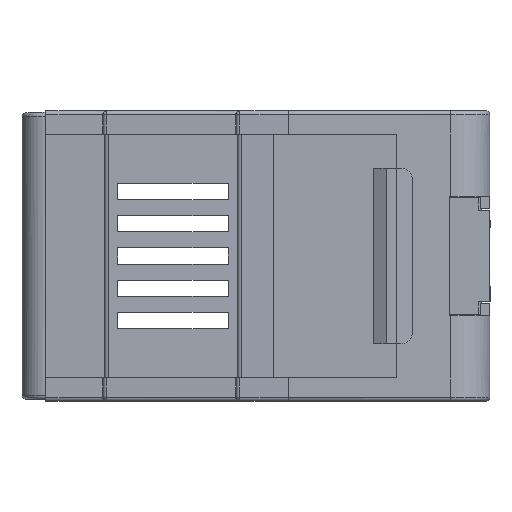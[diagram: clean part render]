
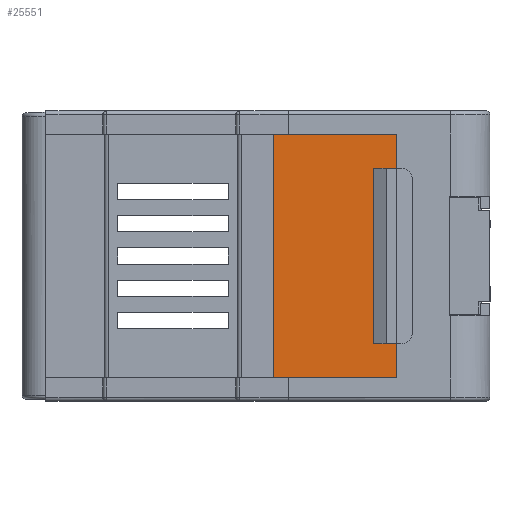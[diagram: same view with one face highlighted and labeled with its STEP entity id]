
A CAD part, left-side view. The second image highlights one B-rep face of the part: STEP entity #25551.
In plain terms, the highlighted planar face has unit normal (-1, 0, 0).
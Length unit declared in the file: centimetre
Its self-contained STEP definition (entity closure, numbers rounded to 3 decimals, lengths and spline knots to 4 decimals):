
#590 = EDGE_CURVE ( 'NONE', #2021, #2516, #854, .T. ) ;
#615 = LINE ( 'NONE', #24442, #5334 ) ;
#854 = LINE ( 'NONE', #7682, #23235 ) ;
#1777 = CARTESIAN_POINT ( 'NONE',  ( -4.4702, 1.5192, -0.29 ) ) ;
#2021 = VERTEX_POINT ( 'NONE', #24299 ) ;
#2114 = CARTESIAN_POINT ( 'NONE',  ( -4.4702, 0., 8.2824 ) ) ;
#2225 = CARTESIAN_POINT ( 'NONE',  ( -4.4702, 0., -0.71 ) ) ;
#2516 = VERTEX_POINT ( 'NONE', #26060 ) ;
#2807 = EDGE_CURVE ( 'NONE', #9124, #8750, #14698, .T. ) ;
#3079 = CARTESIAN_POINT ( 'NONE',  ( -4.4702, 1.5192, -11.8824 ) ) ;
#3928 = CARTESIAN_POINT ( 'NONE',  ( -4.4702, 1.5192, -3.31 ) ) ;
#4064 = CARTESIAN_POINT ( 'NONE',  ( -4.4702, 0., -3.31 ) ) ;
#4184 = CARTESIAN_POINT ( 'NONE',  ( -4.4702, 0., -2.89 ) ) ;
#4211 = LINE ( 'NONE', #11630, #25021 ) ;
#4299 = VECTOR ( 'NONE', #25269, 100. ) ;
#4831 = EDGE_LOOP ( 'NONE', ( #15433, #21849, #24632, #12526, #6164, #20355, #15876, #14496, #7506, #24289 ) ) ;
#4882 = VECTOR ( 'NONE', #25633, 100. ) ;
#5334 = VECTOR ( 'NONE', #8370, 100. ) ;
#5516 = EDGE_CURVE ( 'NONE', #2516, #23156, #4211, .T. ) ;
#6164 = ORIENTED_EDGE ( 'NONE', *, *, #2807, .T. ) ;
#6707 = PLANE ( 'NONE',  #23578 ) ;
#6974 = LINE ( 'NONE', #17524, #10125 ) ;
#7108 = EDGE_CURVE ( 'NONE', #10652, #21789, #20528, .T. ) ;
#7506 = ORIENTED_EDGE ( 'NONE', *, *, #14336, .F. ) ;
#7682 = CARTESIAN_POINT ( 'NONE',  ( -4.4702, 0.2822, 0.2014 ) ) ;
#8370 = DIRECTION ( 'NONE',  ( 0., -1., 0. ) ) ;
#8378 = DIRECTION ( 'NONE',  ( 0., 0., -1. ) ) ;
#8750 = VERTEX_POINT ( 'NONE', #1777 ) ;
#8940 = VERTEX_POINT ( 'NONE', #4064 ) ;
#9124 = VERTEX_POINT ( 'NONE', #12959 ) ;
#9615 = LINE ( 'NONE', #11145, #4299 ) ;
#9876 = DIRECTION ( 'NONE',  ( 0., 0., -1. ) ) ;
#10125 = VECTOR ( 'NONE', #20779, 100. ) ;
#10493 = EDGE_CURVE ( 'NONE', #8940, #10652, #6974, .T. ) ;
#10652 = VERTEX_POINT ( 'NONE', #15821 ) ;
#11021 = VECTOR ( 'NONE', #21249, 100. ) ;
#11145 = CARTESIAN_POINT ( 'NONE',  ( -4.4702, 0., -11.8824 ) ) ;
#11450 = DIRECTION ( 'NONE',  ( 0., -1., 0. ) ) ;
#11630 = CARTESIAN_POINT ( 'NONE',  ( -4.4702, 0., -2.89 ) ) ;
#12172 = VECTOR ( 'NONE', #17225, 100. ) ;
#12526 = ORIENTED_EDGE ( 'NONE', *, *, #16077, .T. ) ;
#12959 = CARTESIAN_POINT ( 'NONE',  ( -4.4702, 1.3392, -0.29 ) ) ;
#12968 = CARTESIAN_POINT ( 'NONE',  ( -4.4702, 0., -0.29 ) ) ;
#13111 = VERTEX_POINT ( 'NONE', #12968 ) ;
#14336 = EDGE_CURVE ( 'NONE', #23156, #8940, #24413, .T. ) ;
#14496 = ORIENTED_EDGE ( 'NONE', *, *, #10493, .F. ) ;
#14698 = LINE ( 'NONE', #24981, #12172 ) ;
#15002 = DIRECTION ( 'NONE',  ( 0., 1., 0. ) ) ;
#15155 = VECTOR ( 'NONE', #15002, 100. ) ;
#15433 = ORIENTED_EDGE ( 'NONE', *, *, #590, .F. ) ;
#15821 = CARTESIAN_POINT ( 'NONE',  ( -4.4702, 1.3392, -3.31 ) ) ;
#15876 = ORIENTED_EDGE ( 'NONE', *, *, #7108, .F. ) ;
#16077 = EDGE_CURVE ( 'NONE', #13111, #9124, #24635, .T. ) ;
#16575 = DIRECTION ( 'NONE',  ( 0., 0., -1. ) ) ;
#17225 = DIRECTION ( 'NONE',  ( 0., 1., 0. ) ) ;
#17524 = CARTESIAN_POINT ( 'NONE',  ( -4.4702, 0., -3.31 ) ) ;
#17618 = CARTESIAN_POINT ( 'NONE',  ( -4.4702, 0., -0.29 ) ) ;
#18964 = EDGE_CURVE ( 'NONE', #2021, #23130, #615, .T. ) ;
#20339 = VECTOR ( 'NONE', #8378, 100. ) ;
#20355 = ORIENTED_EDGE ( 'NONE', *, *, #25298, .F. ) ;
#20528 = LINE ( 'NONE', #21352, #15155 ) ;
#20779 = DIRECTION ( 'NONE',  ( 0., 1., 0. ) ) ;
#21249 = DIRECTION ( 'NONE',  ( 0., 0., 1. ) ) ;
#21352 = CARTESIAN_POINT ( 'NONE',  ( -4.4702, 0., -3.31 ) ) ;
#21603 = EDGE_CURVE ( 'NONE', #23130, #13111, #9615, .T. ) ;
#21789 = VERTEX_POINT ( 'NONE', #3928 ) ;
#21849 = ORIENTED_EDGE ( 'NONE', *, *, #18964, .T. ) ;
#22734 = DIRECTION ( 'NONE',  ( 1., 0., 0. ) ) ;
#23021 = LINE ( 'NONE', #3079, #11021 ) ;
#23130 = VERTEX_POINT ( 'NONE', #2225 ) ;
#23156 = VERTEX_POINT ( 'NONE', #4184 ) ;
#23235 = VECTOR ( 'NONE', #9876, 100. ) ;
#23578 = AXIS2_PLACEMENT_3D ( 'NONE', #24769, #22734, #16575 ) ;
#24253 = FACE_OUTER_BOUND ( 'NONE', #4831, .T. ) ;
#24289 = ORIENTED_EDGE ( 'NONE', *, *, #5516, .F. ) ;
#24299 = CARTESIAN_POINT ( 'NONE',  ( -4.4702, 0.2822, -0.71 ) ) ;
#24413 = LINE ( 'NONE', #2114, #20339 ) ;
#24442 = CARTESIAN_POINT ( 'NONE',  ( -4.4702, 0., -0.71 ) ) ;
#24632 = ORIENTED_EDGE ( 'NONE', *, *, #21603, .T. ) ;
#24635 = LINE ( 'NONE', #17618, #4882 ) ;
#24769 = CARTESIAN_POINT ( 'NONE',  ( -4.4702, 0., -11.8824 ) ) ;
#24981 = CARTESIAN_POINT ( 'NONE',  ( -4.4702, 0., -0.29 ) ) ;
#25021 = VECTOR ( 'NONE', #11450, 100. ) ;
#25269 = DIRECTION ( 'NONE',  ( 0., 0., 1. ) ) ;
#25298 = EDGE_CURVE ( 'NONE', #21789, #8750, #23021, .T. ) ;
#25551 = ADVANCED_FACE ( 'NONE', ( #24253 ), #6707, .F. ) ;
#25633 = DIRECTION ( 'NONE',  ( 0., 1., 0. ) ) ;
#26060 = CARTESIAN_POINT ( 'NONE',  ( -4.4702, 0.2822, -2.89 ) ) ;
